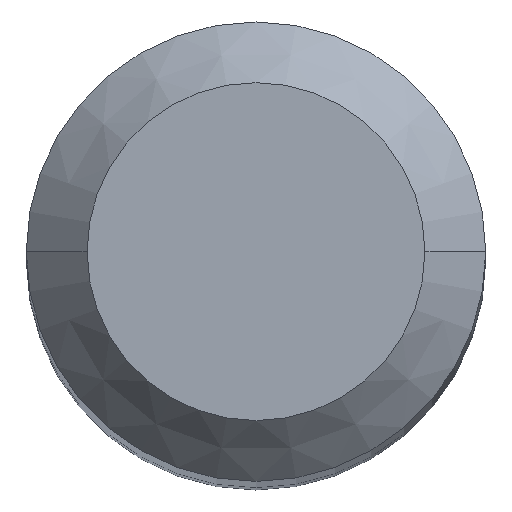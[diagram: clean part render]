
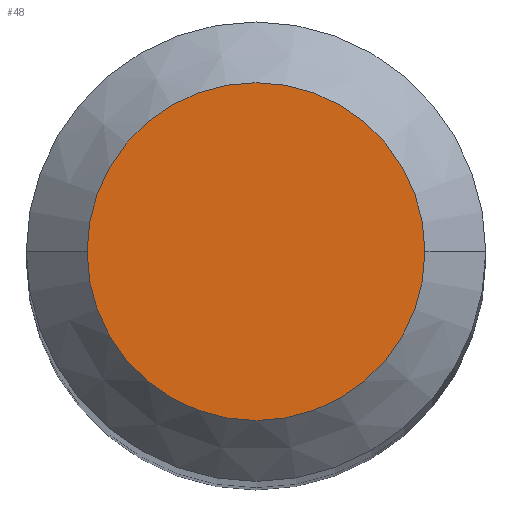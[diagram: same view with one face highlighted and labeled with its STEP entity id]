
A CAD part, top view. The second image highlights one B-rep face of the part: STEP entity #48.
In plain terms, the highlighted planar face has unit normal (0, 0, 1).
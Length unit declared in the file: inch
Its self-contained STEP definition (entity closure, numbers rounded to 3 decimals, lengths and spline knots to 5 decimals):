
#20 = ORIENTED_EDGE ( 'NONE', *, *, #208, .T. ) ;
#39 = DIRECTION ( 'NONE',  ( 1., 0., 0. ) ) ;
#43 = DIRECTION ( 'NONE',  ( 0., 0., 1. ) ) ;
#48 = ADVANCED_FACE ( 'NONE', ( #103 ), #220, .F. ) ;
#63 = CARTESIAN_POINT ( 'NONE',  ( 0., 0., 0. ) ) ;
#88 = AXIS2_PLACEMENT_3D ( 'NONE', #63, #43, #39 ) ;
#103 = FACE_OUTER_BOUND ( 'NONE', #269, .T. ) ;
#106 = CIRCLE ( 'NONE', #88, 0.08685 ) ;
#145 = VERTEX_POINT ( 'NONE', #323 ) ;
#164 = CIRCLE ( 'NONE', #206, 0.08685 ) ;
#206 = AXIS2_PLACEMENT_3D ( 'NONE', #348, #341, #275 ) ;
#208 = EDGE_CURVE ( 'NONE', #145, #273, #106, .T. ) ;
#217 = CARTESIAN_POINT ( 'NONE',  ( 0.08685, 0., 0. ) ) ;
#220 = PLANE ( 'NONE',  #314 ) ;
#248 = CARTESIAN_POINT ( 'NONE',  ( 0., 0., 0. ) ) ;
#269 = EDGE_LOOP ( 'NONE', ( #20, #390 ) ) ;
#273 = VERTEX_POINT ( 'NONE', #217 ) ;
#275 = DIRECTION ( 'NONE',  ( 1., 0., 0. ) ) ;
#283 = DIRECTION ( 'NONE',  ( 0., 0., -1. ) ) ;
#307 = EDGE_CURVE ( 'NONE', #273, #145, #164, .T. ) ;
#314 = AXIS2_PLACEMENT_3D ( 'NONE', #248, #283, #373 ) ;
#323 = CARTESIAN_POINT ( 'NONE',  ( -0.08685, 0., 0. ) ) ;
#341 = DIRECTION ( 'NONE',  ( 0., 0., 1. ) ) ;
#348 = CARTESIAN_POINT ( 'NONE',  ( 0., 0., 0. ) ) ;
#373 = DIRECTION ( 'NONE',  ( -1., 0., 0. ) ) ;
#390 = ORIENTED_EDGE ( 'NONE', *, *, #307, .T. ) ;
